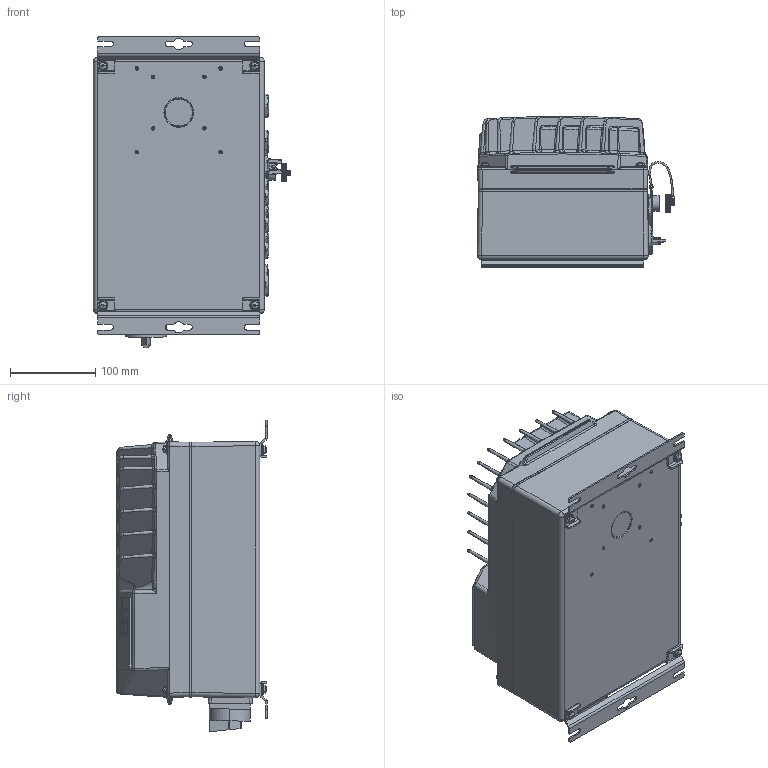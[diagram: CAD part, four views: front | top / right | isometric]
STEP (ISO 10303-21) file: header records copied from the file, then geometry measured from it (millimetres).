
FILE_DESCRIPTION((''),'2;1');
FILE_NAME('ASM0002_ASM','2022-12-15T14:23:57',('U388355'),('Danfoss Power Electronics'),'CREO PARAMETRIC BY PTC INC, 2020342','CREO PARAMETRIC BY PTC INC, 2020342','');
FILE_SCHEMA(('CONFIG_CONTROL_DESIGN','GEOMETRIC_VALIDATION_PROPERTIES_MIM'));
Products named in the file (5): PRT0004_1_1_2_1_AF0; PRT0004_1_1_2_2; PRT0004_1_1_2_3; PRT0004_1_1_2_AF0_ASM; ASM0002_ASM
Assembly tree (4 placements, depth 3):
  ASM0002_ASM
    PRT0004_1_1_2_AF0_ASM
      PRT0004_1_1_2_1_AF0
      PRT0004_1_1_2_2
      PRT0004_1_1_2_3
Bounding box: 230.82 x 176.09 x 364.58 mm (x, y, z)
Volume: 8461622.8 mm3; surface area: 456987.5 mm2
Topology: 3 solids, 4 shells, 5042 faces, 13956 edges, 9214 vertices
Faces by surface type: plane 2735, extrusion 817, cylinder 735, bspline 470, torus 113, cone 97, sphere 75
Entity records: 291845 total; most frequent: CARTESIAN_POINT 157381, ORIENTED_EDGE 27772, DIRECTION 20467, EDGE_CURVE 13886, VERTEX_POINT 9214, VECTOR 9069, LINE 8252, AXIS2_PLACEMENT_3D 5699
